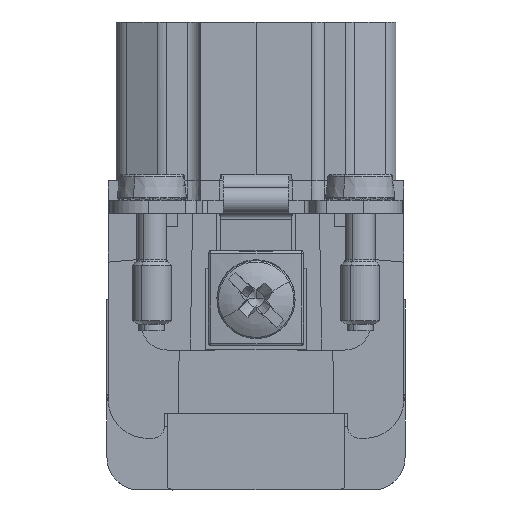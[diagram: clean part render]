
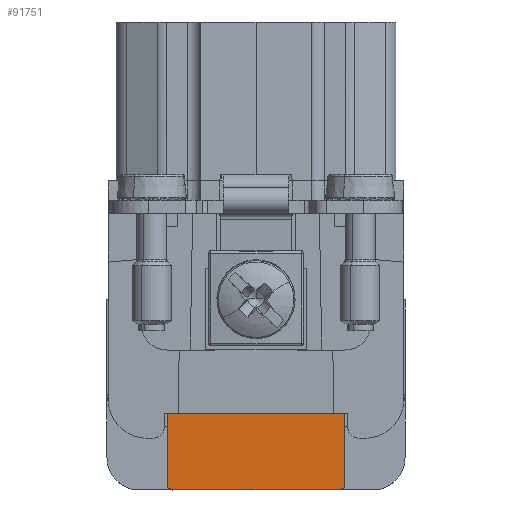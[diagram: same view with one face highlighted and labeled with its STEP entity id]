
A CAD part, front view. The second image highlights one B-rep face of the part: STEP entity #91751.
In plain terms, the highlighted planar face has unit normal (0, -1, 0).
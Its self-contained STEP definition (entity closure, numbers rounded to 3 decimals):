
#91729=AXIS2_PLACEMENT_3D('Plane Axis2P3D',#91726,#91727,#91728) ;
#18428=CARTESIAN_POINT('Vertex',(17.435,10.4,5.9)) ;
#18511=CARTESIAN_POINT('Vertex',(5.465,10.4,5.9)) ;
#23031=CARTESIAN_POINT('Vertex',(4.624,10.4,5.9)) ;
#23034=CARTESIAN_POINT('Line Origine',(11.45,10.4,5.9)) ;
#23080=CARTESIAN_POINT('Line Origine',(11.45,10.4,5.9)) ;
#23084=CARTESIAN_POINT('Vertex',(18.276,10.4,5.9)) ;
#45063=CARTESIAN_POINT('Vertex',(4.624,10.4,0.161)) ;
#45066=CARTESIAN_POINT('Line Origine',(4.624,10.4,3.031)) ;
#45098=CARTESIAN_POINT('Line Origine',(18.276,10.4,3.031)) ;
#45102=CARTESIAN_POINT('Vertex',(18.276,10.4,0.161)) ;
#45124=CARTESIAN_POINT('Control Point',(17.75,10.4,0.)) ;
#45125=CARTESIAN_POINT('Control Point',(18.276,10.4,0.161)) ;
#45126=CARTESIAN_POINT('Vertex',(17.75,10.4,0.)) ;
#45159=CARTESIAN_POINT('Vertex',(5.15,10.4,0.)) ;
#45162=CARTESIAN_POINT('Line Origine',(4.887,10.4,0.081)) ;
#91726=CARTESIAN_POINT('Axis2P3D Location',(4.624,10.4,5.9)) ;
#91731=CARTESIAN_POINT('Line Origine',(11.45,10.4,0.)) ;
#91736=CARTESIAN_POINT('Line Origine',(11.45,10.4,5.9)) ;
#23035=DIRECTION('Vector Direction',(1.,0.,0.)) ;
#23081=DIRECTION('Vector Direction',(1.,0.,0.)) ;
#45067=DIRECTION('Vector Direction',(0.,0.,-1.)) ;
#45099=DIRECTION('Vector Direction',(0.,0.,-1.)) ;
#45163=DIRECTION('Vector Direction',(-0.956,0.,0.293)) ;
#91727=DIRECTION('Axis2P3D Direction',(0.,1.,0.)) ;
#91728=DIRECTION('Axis2P3D XDirection',(1.,0.,0.)) ;
#91732=DIRECTION('Vector Direction',(1.,0.,0.)) ;
#91737=DIRECTION('Vector Direction',(1.,0.,0.)) ;
#23036=VECTOR('Line Direction',#23035,1.) ;
#23082=VECTOR('Line Direction',#23081,1.) ;
#45068=VECTOR('Line Direction',#45067,1.) ;
#45100=VECTOR('Line Direction',#45099,1.) ;
#45164=VECTOR('Line Direction',#45163,1.) ;
#91733=VECTOR('Line Direction',#91732,1.) ;
#91738=VECTOR('Line Direction',#91737,1.) ;
#91742=ORIENTED_EDGE('',*,*,#45166,.F.) ;
#91743=ORIENTED_EDGE('',*,*,#91735,.T.) ;
#91744=ORIENTED_EDGE('',*,*,#45128,.F.) ;
#91745=ORIENTED_EDGE('',*,*,#45104,.F.) ;
#91746=ORIENTED_EDGE('',*,*,#23086,.F.) ;
#91747=ORIENTED_EDGE('',*,*,#91740,.F.) ;
#91748=ORIENTED_EDGE('',*,*,#23038,.F.) ;
#91749=ORIENTED_EDGE('',*,*,#45070,.T.) ;
#91751=ADVANCED_FACE('Hauptk\X2\00F6\X0\rper',(#91750),#91730,.F.) ;
#45123=B_SPLINE_CURVE_WITH_KNOTS('',1,(#45124,#45125),.UNSPECIFIED.,.F.,.U.,(2,2),(-0.275,0.275),.UNSPECIFIED.) ;
#23038=EDGE_CURVE('',#23032,#18512,#23037,.T.) ;
#23086=EDGE_CURVE('',#18429,#23085,#23083,.T.) ;
#45070=EDGE_CURVE('',#23032,#45064,#45069,.T.) ;
#45104=EDGE_CURVE('',#23085,#45103,#45101,.T.) ;
#45128=EDGE_CURVE('',#45103,#45127,#45123,.F.) ;
#45166=EDGE_CURVE('',#45160,#45064,#45165,.T.) ;
#91735=EDGE_CURVE('',#45160,#45127,#91734,.T.) ;
#91740=EDGE_CURVE('',#18512,#18429,#91739,.T.) ;
#91741=EDGE_LOOP('',(#91742,#91743,#91744,#91745,#91746,#91747,#91748,#91749)) ;
#91750=FACE_OUTER_BOUND('',#91741,.T.) ;
#23037=LINE('Line',#23034,#23036) ;
#23083=LINE('Line',#23080,#23082) ;
#45069=LINE('Line',#45066,#45068) ;
#45101=LINE('Line',#45098,#45100) ;
#45165=LINE('Line',#45162,#45164) ;
#91734=LINE('Line',#91731,#91733) ;
#91739=LINE('Line',#91736,#91738) ;
#91730=PLANE('',#91729) ;
#18429=VERTEX_POINT('',#18428) ;
#18512=VERTEX_POINT('',#18511) ;
#23032=VERTEX_POINT('',#23031) ;
#23085=VERTEX_POINT('',#23084) ;
#45064=VERTEX_POINT('',#45063) ;
#45103=VERTEX_POINT('',#45102) ;
#45127=VERTEX_POINT('',#45126) ;
#45160=VERTEX_POINT('',#45159) ;
